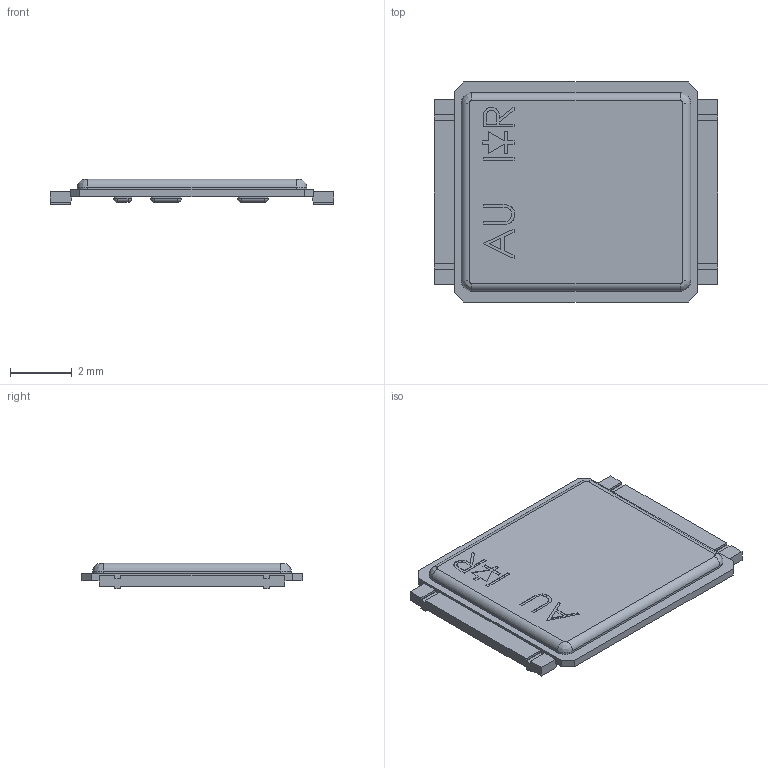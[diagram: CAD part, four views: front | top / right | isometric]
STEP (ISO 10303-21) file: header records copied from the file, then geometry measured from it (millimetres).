
FILE_DESCRIPTION( ( '' ), ' ' );
FILE_NAME( '5b6387f11e7ca50eac0d88d7.step', '2018-08-02T22:38:41', ( '' ), ( '' ), ' ', ' ', ' ' );
FILE_SCHEMA( ( 'AUTOMOTIVE_DESIGN { 1 0 10303 214 1 1 1 1 }' ) );
Length unit declared in the file: metre
Products named in the file (11): Open CASCADE STEP translator 6.8 2; Open CASCADE STEP translator 6.8 1
Bounding box: 9.15 x 7.1 x 0.82 mm (x, y, z)
Volume: 30.9 mm3; surface area: 250.4 mm2
Topology: 11 solids, 11 shells, 345 faces, 811 edges, 492 vertices
Faces by surface type: plane 185, cylinder 104, sphere 37, extrusion 11, bspline 8
Entity records: 17289 total; most frequent: CARTESIAN_POINT 2475, DIRECTION 1665, ORIENTED_EDGE 1612, STYLED_ITEM 1151, PRESENTATION_STYLE_ASSIGNMENT 1151, COLOUR_RGB 1151, EDGE_CURVE 806, CURVE_STYLE 806
